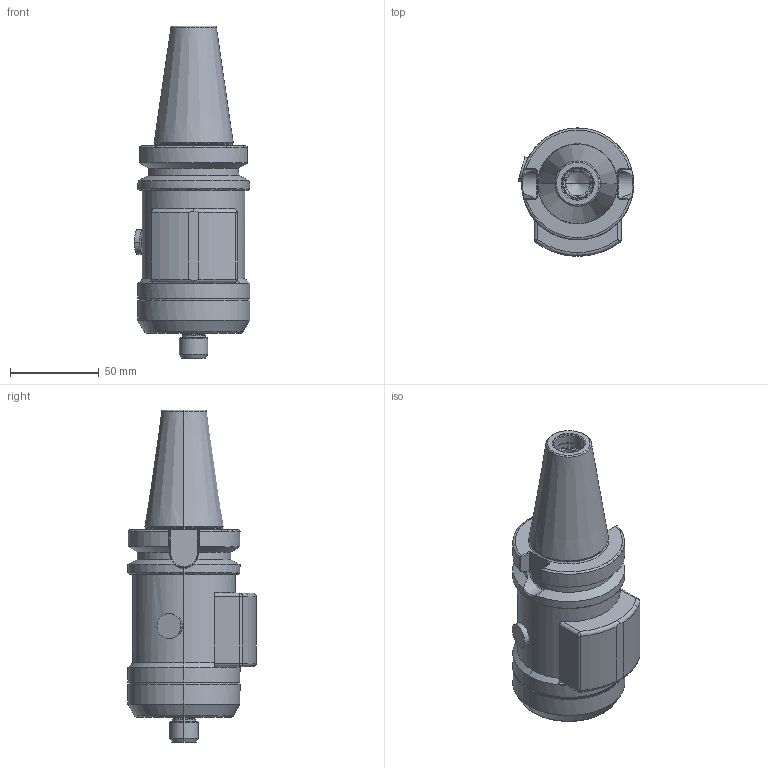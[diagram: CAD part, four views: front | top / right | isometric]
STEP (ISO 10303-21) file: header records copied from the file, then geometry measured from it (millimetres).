
FILE_DESCRIPTION(('CATIA V5 STEP','CAx-IF Rec.Pracs.--- Model Styling and Organization---1.2---2011-12-15'),'2;1');
FILE_NAME('TJS XXK BT40X.stp','2015-10-19T13:02:19+00:00',('none'),('none'),'CATIA Version 5 Release 21 SP 5 (IN-10)','CATIA V5 STEP AP214','none');
FILE_SCHEMA(('AUTOMOTIVE_DESIGN { 1 0 10303 214 1 1 1 1 }'));
Length unit declared in the file: millimetre
Products named in the file (1): TJS XXK BT40X
Bounding box: 64.88 x 72 x 186.7 mm (x, y, z)
Volume: 373820.9 mm3; surface area: 42343.1 mm2
Topology: 1 solids, 1 shells, 161 faces, 474 edges, 321 vertices
Faces by surface type: cylinder 50, cone 47, plane 41, torus 17, bspline 4, sphere 2
Entity records: 7621 total; most frequent: CARTESIAN_POINT 3570, ORIENTED_EDGE 936, DIRECTION 590, EDGE_CURVE 468, VERTEX_POINT 321, AXIS2_PLACEMENT_3D 280, EDGE_LOOP 173, B_SPLINE_CURVE_WITH_KNOTS 164
